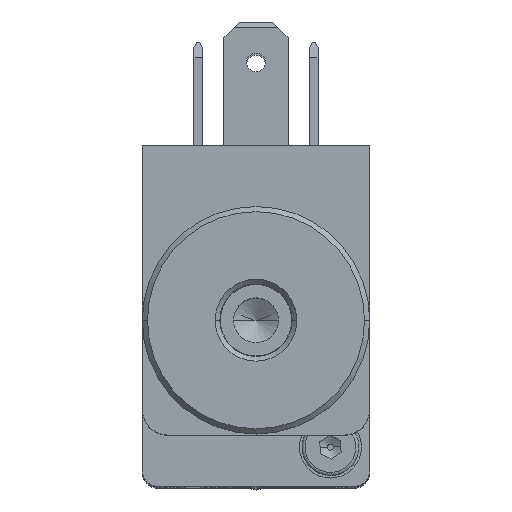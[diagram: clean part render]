
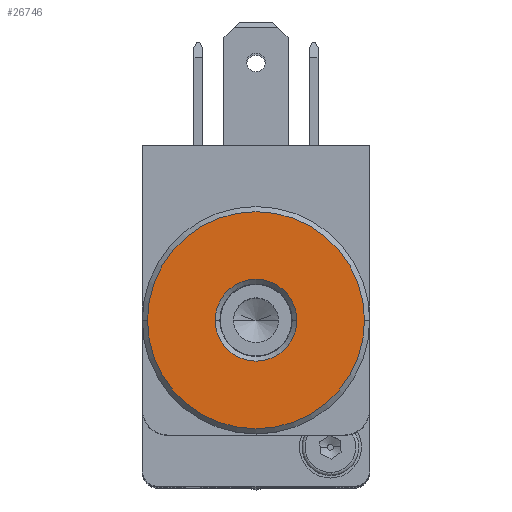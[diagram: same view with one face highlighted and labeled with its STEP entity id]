
A CAD part, top view. The second image highlights one B-rep face of the part: STEP entity #26746.
In plain terms, the highlighted face is planar.
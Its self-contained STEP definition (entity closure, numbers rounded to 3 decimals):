
#26516=CARTESIAN_POINT('',(-10.5,0.,-2.25));
#26517=VERTEX_POINT('',#26516);
#26524=CARTESIAN_POINT('',(10.5,0.0,-2.25));
#26525=VERTEX_POINT('',#26524);
#26526=CARTESIAN_POINT('',(0.0,0.0,-2.25));
#26527=DIRECTION('',(0.0,0.0,1.0));
#26528=DIRECTION('',(-1.0,0.0,0.0));
#26529=AXIS2_PLACEMENT_3D('',#26526,#26527,#26528);
#26530=CIRCLE('',#26529,10.5);
#26531=EDGE_CURVE('',#26517,#26525,#26530,.T.);
#26590=CARTESIAN_POINT('',(-3.956,0.,-2.25));
#26591=VERTEX_POINT('',#26590);
#26605=CARTESIAN_POINT('',(3.956,0.0,-2.25));
#26606=VERTEX_POINT('',#26605);
#26613=CARTESIAN_POINT('',(0.0,0.0,-2.25));
#26614=DIRECTION('',(0.0,0.0,-1.0));
#26615=DIRECTION('',(-1.0,0.0,0.0));
#26616=AXIS2_PLACEMENT_3D('',#26613,#26614,#26615);
#26617=CIRCLE('',#26616,3.956);
#26618=EDGE_CURVE('',#26606,#26591,#26617,.T.);
#26715=CARTESIAN_POINT('',(0.0,0.0,-2.25));
#26716=DIRECTION('',(0.0,0.0,-1.0));
#26717=DIRECTION('',(-1.0,0.0,0.0));
#26718=AXIS2_PLACEMENT_3D('',#26715,#26716,#26717);
#26719=CIRCLE('',#26718,3.956);
#26720=EDGE_CURVE('',#26591,#26606,#26719,.T.);
#26727=CARTESIAN_POINT('',(0.92,0.0,-2.25));
#26728=DIRECTION('',(0.0,0.0,1.0));
#26729=DIRECTION('',(1.0,0.0,0.0));
#26730=AXIS2_PLACEMENT_3D('',#26727,#26728,#26729);
#26731=PLANE('',#26730);
#26732=CARTESIAN_POINT('',(0.0,0.0,-2.25));
#26733=DIRECTION('',(0.0,0.0,1.0));
#26734=DIRECTION('',(-1.0,0.0,0.0));
#26735=AXIS2_PLACEMENT_3D('',#26732,#26733,#26734);
#26736=CIRCLE('',#26735,10.5);
#26737=EDGE_CURVE('',#26525,#26517,#26736,.T.);
#26738=ORIENTED_EDGE('',*,*,#26737,.F.);
#26739=ORIENTED_EDGE('',*,*,#26531,.F.);
#26740=EDGE_LOOP('',(#26738,#26739));
#26741=FACE_OUTER_BOUND('',#26740,.T.);
#26742=ORIENTED_EDGE('',*,*,#26618,.F.);
#26743=ORIENTED_EDGE('',*,*,#26720,.F.);
#26744=EDGE_LOOP('',(#26742,#26743));
#26745=FACE_BOUND('',#26744,.T.);
#26746=ADVANCED_FACE('',(#26741,#26745),#26731,.F.);
